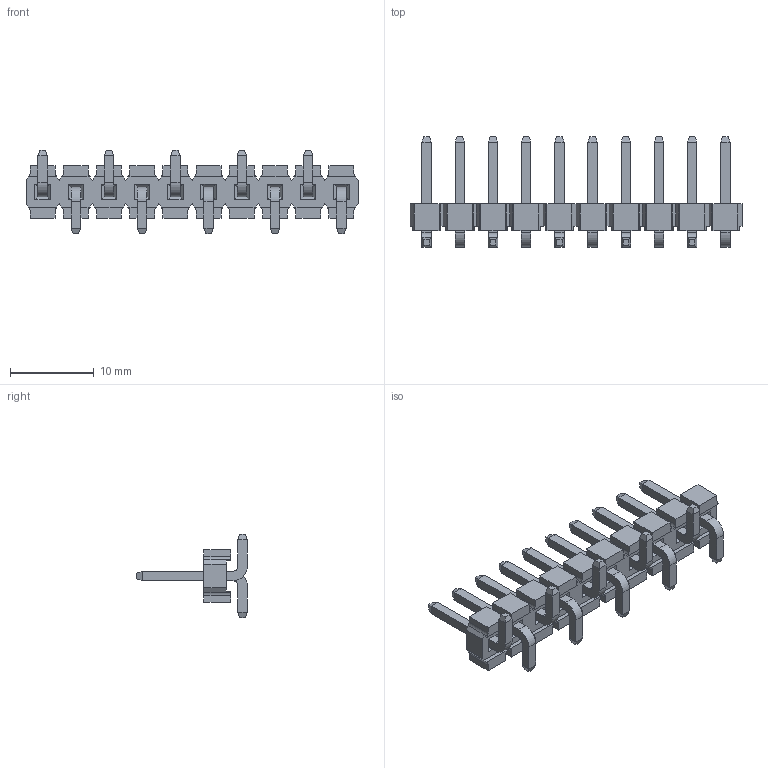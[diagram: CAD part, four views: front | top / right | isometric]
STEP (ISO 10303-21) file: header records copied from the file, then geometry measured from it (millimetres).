
FILE_DESCRIPTION( ('This file contains a STEP AP42 implementation' ,'as created by ZW3D STEP Interface translator.') ,'2;1' );
FILE_NAME( '1832-1110XXM170XXXX(淏褐弇).stp' ,'23 320.155646', (''), ('ZWCAD Software Co.'), 'Version 1.0', 'ZW3D to STEP translator', '' );
FILE_SCHEMA(('AUTOMOTIVE_DESIGN { 1 0 10303 214 1 1 1 1 }'));
Length unit declared in the file: millimetre
Products named in the file (2): 0; 1832-1120XXM170XXXX(淏褐弇)
Bounding box: 39.6 x 13.19 x 10 mm (x, y, z)
Volume: 814.3 mm3; surface area: 1777.3 mm2
Topology: 11 solids, 11 shells, 484 faces, 1226 edges, 764 vertices
Faces by surface type: plane 424, cylinder 60
Entity records: 14691 total; most frequent: CARTESIAN_POINT 2475, ORIENTED_EDGE 2452, DIRECTION 2316, EDGE_CURVE 1226, VECTOR 1106, LINE 1106, VERTEX_POINT 764, AXIS2_PLACEMENT_3D 605
